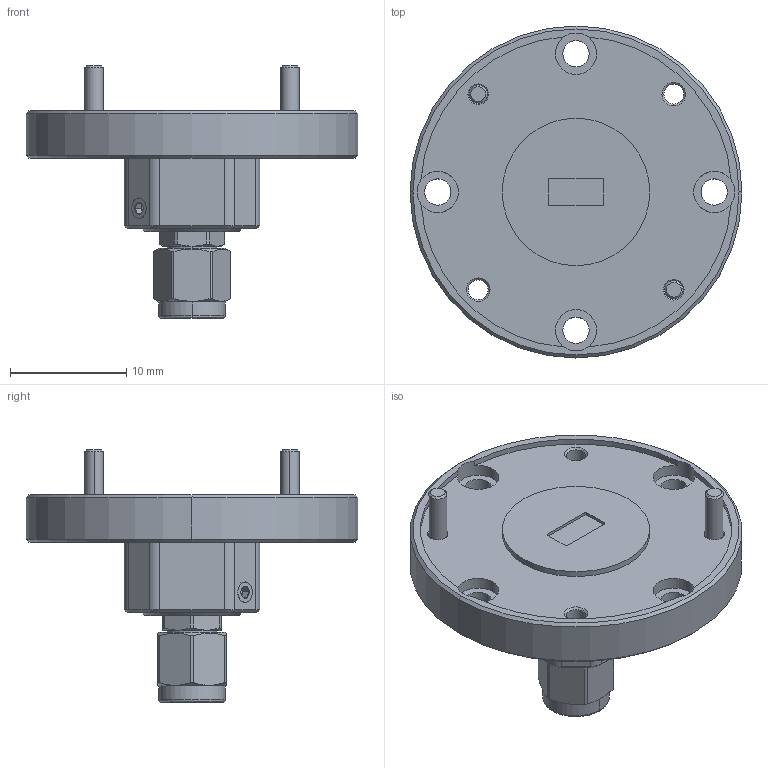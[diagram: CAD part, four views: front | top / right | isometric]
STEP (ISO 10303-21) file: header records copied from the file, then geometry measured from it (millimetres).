
FILE_DESCRIPTION (( 'STEP AP203' ), '1' );
FILE_NAME ('SWC-191M-E1.STEP', '2023-06-07T00:22:13', ( '' ), ( '' ), 'SwSTEP 2.0', 'SolidWorks 2021', '' );
FILE_SCHEMA (( 'CONFIG_CONTROL_DESIGN' ));
Length unit declared in the file: inch
Products named in the file (1): SWC-191M-E1
Bounding box: 28.57 x 28.57 x 21.72 mm (x, y, z)
Volume: 3263.9 mm3; surface area: 2349.8 mm2
Topology: 4 solids, 4 shells, 195 faces, 459 edges, 280 vertices
Faces by surface type: cylinder 68, plane 66, cone 59, bspline 2
Entity records: 5764 total; most frequent: CARTESIAN_POINT 1114, DIRECTION 1017, ORIENTED_EDGE 910, EDGE_CURVE 455, AXIS2_PLACEMENT_3D 405, VERTEX_POINT 280, EDGE_LOOP 223, CIRCLE 211
